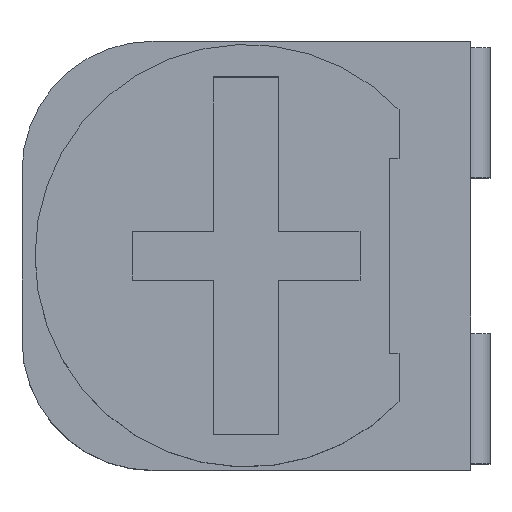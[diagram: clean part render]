
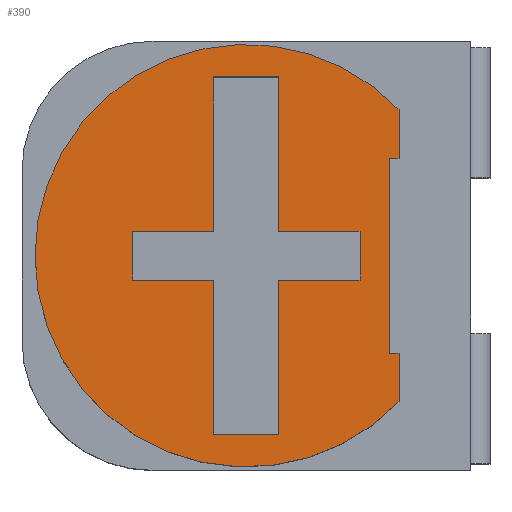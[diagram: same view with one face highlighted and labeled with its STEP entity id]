
A CAD part, top view. The second image highlights one B-rep face of the part: STEP entity #390.
In plain terms, the highlighted planar face has unit normal (0, 0, 1).
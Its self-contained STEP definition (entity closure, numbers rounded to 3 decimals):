
#15 = ORIENTED_EDGE ( 'NONE', *, *, #1763, .F. ) ;
#36 = VERTEX_POINT ( 'NONE', #257 ) ;
#74 = CARTESIAN_POINT ( 'NONE',  ( -0.5, 2.75, 4. ) ) ;
#75 = DIRECTION ( 'NONE',  ( 0., 1., 0. ) ) ;
#95 = CARTESIAN_POINT ( 'NONE',  ( 2.35, 0., 4. ) ) ;
#104 = CARTESIAN_POINT ( 'NONE',  ( 2.35, 2.245, 4. ) ) ;
#108 = VECTOR ( 'NONE', #3125, 1000. ) ;
#132 = FACE_OUTER_BOUND ( 'NONE', #443, .T. ) ;
#171 = CARTESIAN_POINT ( 'NONE',  ( -0.5, 2.75, 4. ) ) ;
#195 = ORIENTED_EDGE ( 'NONE', *, *, #1157, .F. ) ;
#219 = VECTOR ( 'NONE', #1702, 1000. ) ;
#221 = VERTEX_POINT ( 'NONE', #1139 ) ;
#238 = LINE ( 'NONE', #171, #479 ) ;
#253 = EDGE_CURVE ( 'NONE', #2698, #1635, #1749, .T. ) ;
#257 = CARTESIAN_POINT ( 'NONE',  ( 0.5, 0.375, 4. ) ) ;
#281 = EDGE_LOOP ( 'NONE', ( #3153, #15, #907, #1607, #195, #1659, #406, #2757, #2831, #3083, #1287, #1146 ) ) ;
#322 = CARTESIAN_POINT ( 'NONE',  ( 2.35, -1.5, 4. ) ) ;
#323 = VECTOR ( 'NONE', #75, 1000. ) ;
#332 = CARTESIAN_POINT ( 'NONE',  ( 2.2, -1.5, 4. ) ) ;
#362 = DIRECTION ( 'NONE',  ( 0., -1., 0. ) ) ;
#387 = CARTESIAN_POINT ( 'NONE',  ( 0., 0., 4. ) ) ;
#390 = ADVANCED_FACE ( 'NONE', ( #132, #1522 ), #2590, .T. ) ;
#394 = VERTEX_POINT ( 'NONE', #2349 ) ;
#406 = ORIENTED_EDGE ( 'NONE', *, *, #3144, .F. ) ;
#441 = VECTOR ( 'NONE', #1472, 1000. ) ;
#443 = EDGE_LOOP ( 'NONE', ( #1517, #1319, #543, #889, #574, #3017, #557 ) ) ;
#473 = DIRECTION ( 'NONE',  ( 0., 1., 0. ) ) ;
#479 = VECTOR ( 'NONE', #2906, 1000. ) ;
#521 = VERTEX_POINT ( 'NONE', #74 ) ;
#526 = LINE ( 'NONE', #620, #1101 ) ;
#543 = ORIENTED_EDGE ( 'NONE', *, *, #3221, .F. ) ;
#550 = DIRECTION ( 'NONE',  ( 0., -1., 0. ) ) ;
#553 = VECTOR ( 'NONE', #1580, 1000. ) ;
#557 = ORIENTED_EDGE ( 'NONE', *, *, #2692, .F. ) ;
#574 = ORIENTED_EDGE ( 'NONE', *, *, #2305, .T. ) ;
#592 = LINE ( 'NONE', #2110, #3150 ) ;
#617 = VERTEX_POINT ( 'NONE', #1856 ) ;
#620 = CARTESIAN_POINT ( 'NONE',  ( 2.2, 1.5, 4. ) ) ;
#627 = DIRECTION ( 'NONE',  ( 0., 0., 1. ) ) ;
#630 = VECTOR ( 'NONE', #2809, 1000. ) ;
#652 = VECTOR ( 'NONE', #1360, 1000. ) ;
#658 = DIRECTION ( 'NONE',  ( -1., 0., 0. ) ) ;
#663 = CARTESIAN_POINT ( 'NONE',  ( -0.5, -2.75, 4. ) ) ;
#680 = VERTEX_POINT ( 'NONE', #1688 ) ;
#683 = CARTESIAN_POINT ( 'NONE',  ( -1.75, 0.375, 4. ) ) ;
#694 = DIRECTION ( 'NONE',  ( 0., 0., 1. ) ) ;
#781 = EDGE_CURVE ( 'NONE', #3101, #1296, #1751, .T. ) ;
#782 = CARTESIAN_POINT ( 'NONE',  ( 2.2, 1.5, 4. ) ) ;
#868 = DIRECTION ( 'NONE',  ( 0., -1., 0. ) ) ;
#873 = CARTESIAN_POINT ( 'NONE',  ( 0., 0., 4. ) ) ;
#879 = LINE ( 'NONE', #2826, #652 ) ;
#889 = ORIENTED_EDGE ( 'NONE', *, *, #781, .F. ) ;
#907 = ORIENTED_EDGE ( 'NONE', *, *, #3039, .F. ) ;
#913 = DIRECTION ( 'NONE',  ( 0., 0., 1. ) ) ;
#916 = VECTOR ( 'NONE', #868, 1000. ) ;
#919 = LINE ( 'NONE', #782, #1748 ) ;
#947 = CARTESIAN_POINT ( 'NONE',  ( -0.5, 0.375, 4. ) ) ;
#948 = LINE ( 'NONE', #2606, #916 ) ;
#978 = EDGE_CURVE ( 'NONE', #680, #1773, #2361, .T. ) ;
#1021 = DIRECTION ( 'NONE',  ( 1., 0., 0. ) ) ;
#1044 = LINE ( 'NONE', #1093, #553 ) ;
#1050 = VERTEX_POINT ( 'NONE', #2495 ) ;
#1093 = CARTESIAN_POINT ( 'NONE',  ( -0.5, -2.75, 4. ) ) ;
#1096 = VERTEX_POINT ( 'NONE', #2077 ) ;
#1101 = VECTOR ( 'NONE', #658, 1000. ) ;
#1139 = CARTESIAN_POINT ( 'NONE',  ( 2.2, 1.5, 4. ) ) ;
#1146 = ORIENTED_EDGE ( 'NONE', *, *, #1398, .F. ) ;
#1151 = VECTOR ( 'NONE', #362, 1000. ) ;
#1157 = EDGE_CURVE ( 'NONE', #1050, #394, #1896, .T. ) ;
#1176 = CARTESIAN_POINT ( 'NONE',  ( 0., 0., 4. ) ) ;
#1192 = CIRCLE ( 'NONE', #2195, 3.25 ) ;
#1268 = EDGE_CURVE ( 'NONE', #617, #2400, #2991, .T. ) ;
#1287 = ORIENTED_EDGE ( 'NONE', *, *, #253, .F. ) ;
#1296 = VERTEX_POINT ( 'NONE', #1429 ) ;
#1311 = DIRECTION ( 'NONE',  ( 0., 1., 0. ) ) ;
#1319 = ORIENTED_EDGE ( 'NONE', *, *, #3031, .F. ) ;
#1360 = DIRECTION ( 'NONE',  ( 0., -1., 0. ) ) ;
#1398 = EDGE_CURVE ( 'NONE', #2400, #2698, #2643, .T. ) ;
#1429 = CARTESIAN_POINT ( 'NONE',  ( 2.35, 1.5, 4. ) ) ;
#1457 = CARTESIAN_POINT ( 'NONE',  ( 2.35, -2.245, 4. ) ) ;
#1461 = CARTESIAN_POINT ( 'NONE',  ( 0.5, -0.375, 4. ) ) ;
#1472 = DIRECTION ( 'NONE',  ( 1., 0., 0. ) ) ;
#1499 = LINE ( 'NONE', #2041, #630 ) ;
#1514 = CARTESIAN_POINT ( 'NONE',  ( -0.5, -0.375, 4. ) ) ;
#1517 = ORIENTED_EDGE ( 'NONE', *, *, #978, .F. ) ;
#1522 = FACE_BOUND ( 'NONE', #281, .T. ) ;
#1532 = EDGE_CURVE ( 'NONE', #394, #3223, #592, .T. ) ;
#1571 = LINE ( 'NONE', #1514, #2149 ) ;
#1580 = DIRECTION ( 'NONE',  ( 1., 0., 0. ) ) ;
#1607 = ORIENTED_EDGE ( 'NONE', *, *, #1532, .F. ) ;
#1608 = EDGE_CURVE ( 'NONE', #1096, #521, #238, .T. ) ;
#1635 = VERTEX_POINT ( 'NONE', #2889 ) ;
#1659 = ORIENTED_EDGE ( 'NONE', *, *, #2367, .F. ) ;
#1688 = CARTESIAN_POINT ( 'NONE',  ( 2.2, -1.5, 4. ) ) ;
#1702 = DIRECTION ( 'NONE',  ( -1., 0., 0. ) ) ;
#1706 = LINE ( 'NONE', #1834, #323 ) ;
#1748 = VECTOR ( 'NONE', #550, 1000. ) ;
#1749 = LINE ( 'NONE', #2109, #2575 ) ;
#1751 = LINE ( 'NONE', #95, #1151 ) ;
#1756 = EDGE_CURVE ( 'NONE', #36, #1096, #1706, .T. ) ;
#1763 = EDGE_CURVE ( 'NONE', #2176, #617, #1044, .T. ) ;
#1773 = VERTEX_POINT ( 'NONE', #322 ) ;
#1784 = VERTEX_POINT ( 'NONE', #3066 ) ;
#1808 = CIRCLE ( 'NONE', #2864, 3.25 ) ;
#1831 = EDGE_CURVE ( 'NONE', #1635, #36, #1499, .T. ) ;
#1834 = CARTESIAN_POINT ( 'NONE',  ( 0.5, 2.75, 4. ) ) ;
#1856 = CARTESIAN_POINT ( 'NONE',  ( 0.5, -2.75, 4. ) ) ;
#1859 = DIRECTION ( 'NONE',  ( 1., 0., 0. ) ) ;
#1896 = LINE ( 'NONE', #2154, #108 ) ;
#2014 = DIRECTION ( 'NONE',  ( 0., -1., 0. ) ) ;
#2041 = CARTESIAN_POINT ( 'NONE',  ( 0.5, 0.375, 4. ) ) ;
#2077 = CARTESIAN_POINT ( 'NONE',  ( 0.5, 2.75, 4. ) ) ;
#2101 = CARTESIAN_POINT ( 'NONE',  ( -0.5, -0.375, 4. ) ) ;
#2106 = DIRECTION ( 'NONE',  ( 1., 0., 0. ) ) ;
#2109 = CARTESIAN_POINT ( 'NONE',  ( 1.75, 0.375, 4. ) ) ;
#2110 = CARTESIAN_POINT ( 'NONE',  ( -1.75, -0.375, 4. ) ) ;
#2149 = VECTOR ( 'NONE', #2014, 1000. ) ;
#2154 = CARTESIAN_POINT ( 'NONE',  ( -1.75, 0.375, 4. ) ) ;
#2176 = VERTEX_POINT ( 'NONE', #663 ) ;
#2195 = AXIS2_PLACEMENT_3D ( 'NONE', #873, #913, #1859 ) ;
#2223 = EDGE_CURVE ( 'NONE', #1784, #2350, #1192, .T. ) ;
#2305 = EDGE_CURVE ( 'NONE', #3101, #1784, #1808, .T. ) ;
#2330 = VERTEX_POINT ( 'NONE', #947 ) ;
#2349 = CARTESIAN_POINT ( 'NONE',  ( -1.75, -0.375, 4. ) ) ;
#2350 = VERTEX_POINT ( 'NONE', #1457 ) ;
#2354 = DIRECTION ( 'NONE',  ( 1., 0., 0. ) ) ;
#2357 = VECTOR ( 'NONE', #1021, 1000. ) ;
#2361 = LINE ( 'NONE', #332, #2357 ) ;
#2367 = EDGE_CURVE ( 'NONE', #2330, #1050, #2851, .T. ) ;
#2400 = VERTEX_POINT ( 'NONE', #3219 ) ;
#2407 = VECTOR ( 'NONE', #473, 1000. ) ;
#2411 = DIRECTION ( 'NONE',  ( 1., 0., 0. ) ) ;
#2463 = CARTESIAN_POINT ( 'NONE',  ( 0.5, -0.375, 4. ) ) ;
#2495 = CARTESIAN_POINT ( 'NONE',  ( -1.75, 0.375, 4. ) ) ;
#2575 = VECTOR ( 'NONE', #1311, 1000. ) ;
#2590 = PLANE ( 'NONE',  #2986 ) ;
#2606 = CARTESIAN_POINT ( 'NONE',  ( -0.5, 2.75, 4. ) ) ;
#2643 = LINE ( 'NONE', #2463, #441 ) ;
#2692 = EDGE_CURVE ( 'NONE', #1773, #2350, #879, .T. ) ;
#2698 = VERTEX_POINT ( 'NONE', #3100 ) ;
#2757 = ORIENTED_EDGE ( 'NONE', *, *, #1608, .F. ) ;
#2809 = DIRECTION ( 'NONE',  ( -1., 0., 0. ) ) ;
#2826 = CARTESIAN_POINT ( 'NONE',  ( 2.35, 0., 4. ) ) ;
#2831 = ORIENTED_EDGE ( 'NONE', *, *, #1756, .F. ) ;
#2851 = LINE ( 'NONE', #683, #219 ) ;
#2864 = AXIS2_PLACEMENT_3D ( 'NONE', #1176, #694, #2411 ) ;
#2889 = CARTESIAN_POINT ( 'NONE',  ( 1.75, 0.375, 4. ) ) ;
#2906 = DIRECTION ( 'NONE',  ( -1., 0., 0. ) ) ;
#2986 = AXIS2_PLACEMENT_3D ( 'NONE', #387, #627, #2106 ) ;
#2991 = LINE ( 'NONE', #1461, #2407 ) ;
#3017 = ORIENTED_EDGE ( 'NONE', *, *, #2223, .T. ) ;
#3031 = EDGE_CURVE ( 'NONE', #221, #680, #919, .T. ) ;
#3039 = EDGE_CURVE ( 'NONE', #3223, #2176, #1571, .T. ) ;
#3066 = CARTESIAN_POINT ( 'NONE',  ( -3.25, 0., 4. ) ) ;
#3083 = ORIENTED_EDGE ( 'NONE', *, *, #1831, .F. ) ;
#3100 = CARTESIAN_POINT ( 'NONE',  ( 1.75, -0.375, 4. ) ) ;
#3101 = VERTEX_POINT ( 'NONE', #104 ) ;
#3125 = DIRECTION ( 'NONE',  ( 0., -1., 0. ) ) ;
#3144 = EDGE_CURVE ( 'NONE', #521, #2330, #948, .T. ) ;
#3150 = VECTOR ( 'NONE', #2354, 1000. ) ;
#3153 = ORIENTED_EDGE ( 'NONE', *, *, #1268, .F. ) ;
#3219 = CARTESIAN_POINT ( 'NONE',  ( 0.5, -0.375, 4. ) ) ;
#3221 = EDGE_CURVE ( 'NONE', #1296, #221, #526, .T. ) ;
#3223 = VERTEX_POINT ( 'NONE', #2101 ) ;
